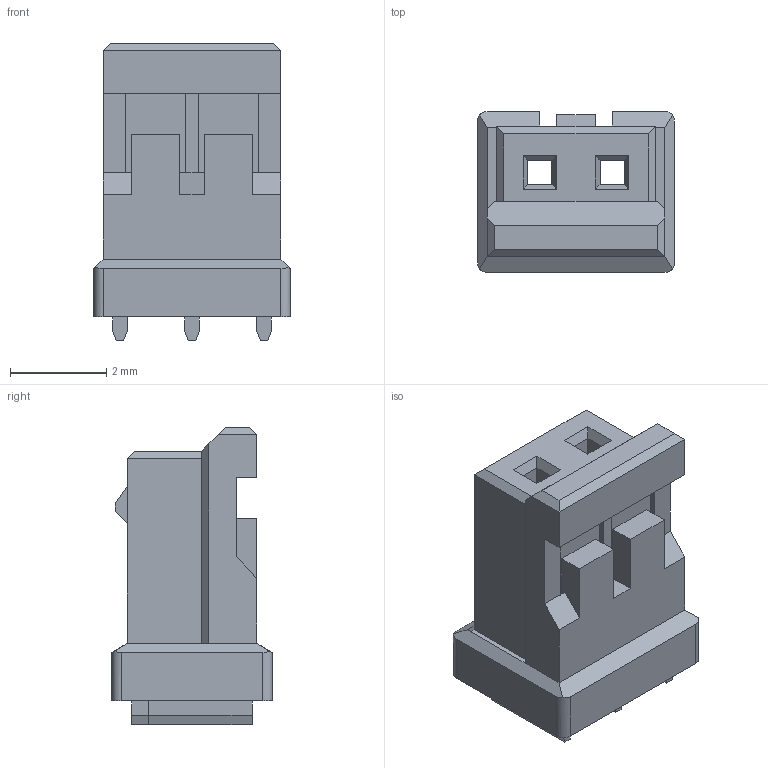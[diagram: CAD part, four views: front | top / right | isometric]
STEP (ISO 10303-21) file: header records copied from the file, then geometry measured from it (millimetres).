
FILE_DESCRIPTION(('STEP AP242'),'1');
FILE_NAME('0874390200.stp','2024-04-04T18:21:05',('TraceParts'),('TraceParts S.A.'),'Spatial InterOp 3D',' ',' ');
FILE_SCHEMA(('AP242_MANAGED_MODEL_BASED_3D_ENGINEERING_MIM_LF {1 0 10303 442 1 1 4}'));
Length unit declared in the file: millimetre
Products named in the file (1): 0874390200_1
Bounding box: 4.1 x 3.35 x 6.2 mm (x, y, z)
Volume: 47.9 mm3; surface area: 136.2 mm2
Topology: 1 solids, 1 shells, 168 faces, 466 edges, 320 vertices
Faces by surface type: plane 164, cylinder 4
Entity records: 5236 total; most frequent: CARTESIAN_POINT 952, ORIENTED_EDGE 896, DIRECTION 802, LINE 454, VECTOR 454, EDGE_CURVE 448, VERTEX_POINT 284, AXIS2_PLACEMENT_3D 174
